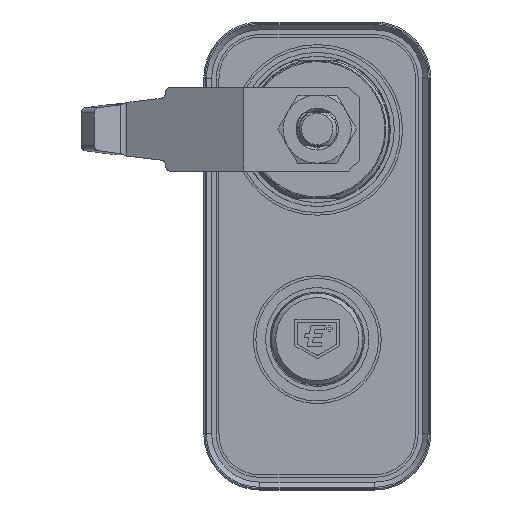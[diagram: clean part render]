
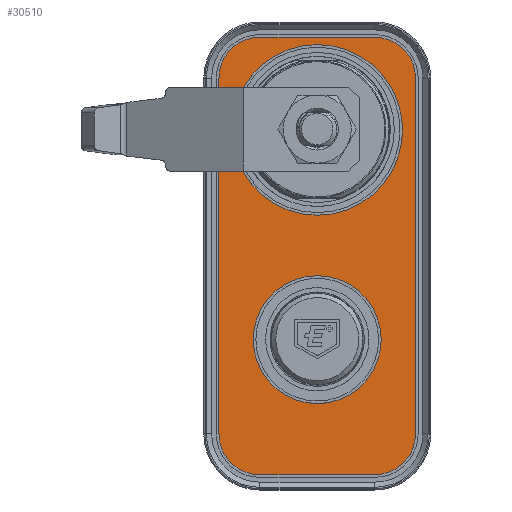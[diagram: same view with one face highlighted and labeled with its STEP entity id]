
A CAD part, top view. The second image highlights one B-rep face of the part: STEP entity #30510.
In plain terms, the highlighted planar face has unit normal (0, 0, 1).
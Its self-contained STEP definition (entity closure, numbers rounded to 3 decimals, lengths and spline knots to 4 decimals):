
#3242=FACE_BOUND('',#6476,.T.);
#3243=FACE_BOUND('',#6477,.T.);
#4785=FACE_OUTER_BOUND('',#6475,.T.);
#6475=EDGE_LOOP('',(#27870,#27871,#27872,#27873,#27874,#27875,#27876,#27877));
#6476=EDGE_LOOP('',(#27878));
#6477=EDGE_LOOP('',(#27879));
#8236=LINE('',#137755,#10017);
#8237=LINE('',#137759,#10018);
#8238=LINE('',#137763,#10019);
#8239=LINE('',#137766,#10020);
#10017=VECTOR('',#38199,0.0394);
#10018=VECTOR('',#38202,0.0394);
#10019=VECTOR('',#38205,0.0394);
#10020=VECTOR('',#38208,0.0394);
#10976=CIRCLE('',#32551,0.3071);
#10977=CIRCLE('',#32552,0.3071);
#10978=CIRCLE('',#32553,0.3071);
#10979=CIRCLE('',#32554,0.3071);
#10980=CIRCLE('',#32555,0.4803);
#10981=CIRCLE('',#32556,0.6407);
#14017=VERTEX_POINT('',#137751);
#14018=VERTEX_POINT('',#137752);
#14019=VERTEX_POINT('',#137754);
#14020=VERTEX_POINT('',#137756);
#14021=VERTEX_POINT('',#137758);
#14022=VERTEX_POINT('',#137760);
#14023=VERTEX_POINT('',#137762);
#14024=VERTEX_POINT('',#137764);
#14025=VERTEX_POINT('',#137767);
#14026=VERTEX_POINT('',#137769);
#18664=EDGE_CURVE('',#14017,#14018,#10976,.T.);
#18665=EDGE_CURVE('',#14018,#14019,#8236,.T.);
#18666=EDGE_CURVE('',#14019,#14020,#10977,.T.);
#18667=EDGE_CURVE('',#14020,#14021,#8237,.T.);
#18668=EDGE_CURVE('',#14021,#14022,#10978,.T.);
#18669=EDGE_CURVE('',#14022,#14023,#8238,.T.);
#18670=EDGE_CURVE('',#14023,#14024,#10979,.T.);
#18671=EDGE_CURVE('',#14024,#14017,#8239,.T.);
#18672=EDGE_CURVE('',#14025,#14025,#10980,.T.);
#18673=EDGE_CURVE('',#14026,#14026,#10981,.T.);
#27870=ORIENTED_EDGE('',*,*,#18664,.T.);
#27871=ORIENTED_EDGE('',*,*,#18665,.T.);
#27872=ORIENTED_EDGE('',*,*,#18666,.T.);
#27873=ORIENTED_EDGE('',*,*,#18667,.T.);
#27874=ORIENTED_EDGE('',*,*,#18668,.T.);
#27875=ORIENTED_EDGE('',*,*,#18669,.T.);
#27876=ORIENTED_EDGE('',*,*,#18670,.T.);
#27877=ORIENTED_EDGE('',*,*,#18671,.T.);
#27878=ORIENTED_EDGE('',*,*,#18672,.T.);
#27879=ORIENTED_EDGE('',*,*,#18673,.T.);
#28963=PLANE('',#32550);
#30510=ADVANCED_FACE('',(#4785,#3242,#3243),#28963,.T.);
#32550=AXIS2_PLACEMENT_3D('',#137750,#38195,#38196);
#32551=AXIS2_PLACEMENT_3D('',#137753,#38197,#38198);
#32552=AXIS2_PLACEMENT_3D('',#137757,#38200,#38201);
#32553=AXIS2_PLACEMENT_3D('',#137761,#38203,#38204);
#32554=AXIS2_PLACEMENT_3D('',#137765,#38206,#38207);
#32555=AXIS2_PLACEMENT_3D('',#137768,#38209,#38210);
#32556=AXIS2_PLACEMENT_3D('',#137770,#38211,#38212);
#38195=DIRECTION('center_axis',(0.,0.,1.));
#38196=DIRECTION('ref_axis',(0.,-1.,0.));
#38197=DIRECTION('center_axis',(0.,0.,1.));
#38198=DIRECTION('ref_axis',(1.,0.,0.));
#38199=DIRECTION('',(1.,0.,0.));
#38200=DIRECTION('center_axis',(0.,0.,1.));
#38201=DIRECTION('ref_axis',(1.,0.,0.));
#38202=DIRECTION('',(0.,1.,0.));
#38203=DIRECTION('center_axis',(0.,0.,1.));
#38204=DIRECTION('ref_axis',(1.,0.,0.));
#38205=DIRECTION('',(-1.,0.,0.));
#38206=DIRECTION('center_axis',(0.,0.,1.));
#38207=DIRECTION('ref_axis',(1.,0.,0.));
#38208=DIRECTION('',(0.,-1.,0.));
#38209=DIRECTION('center_axis',(0.,0.,-1.));
#38210=DIRECTION('ref_axis',(1.,0.,0.));
#38211=DIRECTION('center_axis',(0.,0.,-1.));
#38212=DIRECTION('ref_axis',(1.,0.,0.));
#137750=CARTESIAN_POINT('Origin',(0.,5.2098,0.4921));
#137751=CARTESIAN_POINT('',(-0.7378,3.8741,0.4921));
#137752=CARTESIAN_POINT('',(-0.4307,3.567,0.4921));
#137753=CARTESIAN_POINT('Origin',(-0.4307,3.8741,0.4921));
#137754=CARTESIAN_POINT('',(0.4307,3.567,0.4921));
#137755=CARTESIAN_POINT('',(-0.4307,3.567,0.4921));
#137756=CARTESIAN_POINT('',(0.7378,3.8741,0.4921));
#137757=CARTESIAN_POINT('Origin',(0.4307,3.8741,0.4921));
#137758=CARTESIAN_POINT('',(0.7378,6.5455,0.4921));
#137759=CARTESIAN_POINT('',(0.7378,3.8741,0.4921));
#137760=CARTESIAN_POINT('',(0.4307,6.8526,0.4921));
#137761=CARTESIAN_POINT('Origin',(0.4307,6.5455,0.4921));
#137762=CARTESIAN_POINT('',(-0.4307,6.8526,0.4921));
#137763=CARTESIAN_POINT('',(0.4307,6.8526,0.4921));
#137764=CARTESIAN_POINT('',(-0.7378,6.5455,0.4921));
#137765=CARTESIAN_POINT('Origin',(-0.4307,6.5455,0.4921));
#137766=CARTESIAN_POINT('',(-0.7378,6.5455,0.4921));
#137767=CARTESIAN_POINT('',(-0.4803,4.5815,0.4921));
#137768=CARTESIAN_POINT('Origin',(0.,4.5815,
0.4921));
#137769=CARTESIAN_POINT('',(-0.6407,6.1563,0.4921));
#137770=CARTESIAN_POINT('Origin',(0.,6.1563,0.4921));
